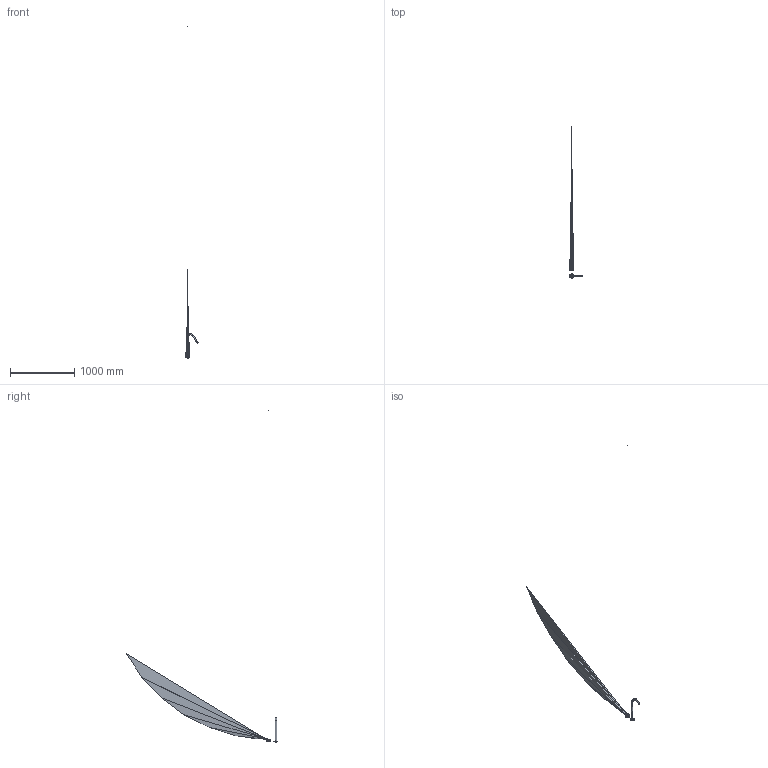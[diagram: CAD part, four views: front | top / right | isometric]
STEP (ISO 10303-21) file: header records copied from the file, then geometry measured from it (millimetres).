
FILE_DESCRIPTION(/* description */ ('Unknown'),/* implementation_level */ '2;1');
FILE_NAME(/* name */ 'GY023HR-00',/* time_stamp */ '2024-12-16T07:51:59+01:00',/* author */ ('Unknown'),/* organization */ ('Unknown'),/* preprocessor_version */ 'ST-DEVELOPER v19.4',/* originating_system */ 'Solid Edge',/* authorisation */ 'Unknown');
FILE_SCHEMA (('AUTOMOTIVE_DESIGN {1 0 10303 214 3 1 1}'));
Products named in the file (10): GY023HR-00; CZ023-002_oa_0; CZ023-01; GY023-004; GY023-04; CB004-11; CB004-005; CZ031-10; GY023-001_oa_1; GY023-01
Assembly tree (9 placements, depth 3):
  GY023HR-00
    CZ023-002_oa_0
      CZ023-01
    GY023-004
      GY023-04
      CB004-11
    CB004-005
    CZ031-10
    GY023-001_oa_1
      GY023-01
Bounding box: 197.09 x 2670.64 x 5160.32 mm (x, y, z)
Surface area: 80895773.9 mm2
Topology: 6 solids, 152 shells, 2588 faces, 6089 edges, 3485 vertices
Faces by surface type: plane 827, cylinder 819, bspline 592, sphere 181, torus 151, cone 18
Full cylindrical faces by diameter (mm): 0.75 x146, 3.3 x1, 4 x1, 4.2 x1, 4.5 x1, 11 x1, 13.8 x1, 14 x2, 15 x1, 15.5 x1, 16 x2, 17 x2, 17.4 x2, 18 x9, 18.4 x1, 18.75 x1, 21 x1, 22 x2, 22.2 x1, 25 x1, 49 x1, 56.376 x2, 58.5 x2, 60.983 x1, 62 x1, 64 x2
Entity records: 97280 total; most frequent: CARTESIAN_POINT 28483, ORIENTED_EDGE 10738, DIRECTION 9669, EDGE_CURVE 5369, AXIS2_PLACEMENT_3D 3994, VERTEX_POINT 3352, FACE_BOUND 2855, EDGE_LOOP 2851
